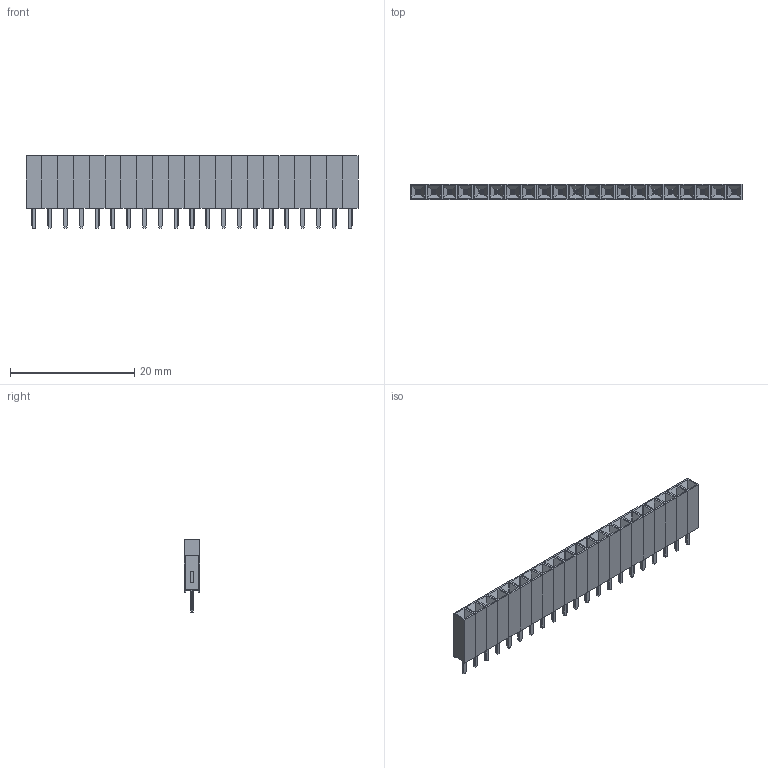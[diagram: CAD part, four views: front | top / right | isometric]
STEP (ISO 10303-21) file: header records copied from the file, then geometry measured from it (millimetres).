
FILE_DESCRIPTION(/* description */ (''),/* implementation_level */ '2;1');
FILE_NAME(/* name */ 'Female Pin Header 01x21.stp',/* time_stamp */ '2019-11-24T12:48:10+01:00',/* author */ ('Bernd das Brot'),/* organization */ (''),/* preprocessor_version */ 'ST-DEVELOPER v18',/* originating_system */ 'Autodesk Inventor 2020',/* authorisation */ '');
FILE_SCHEMA (('AUTOMOTIVE_DESIGN { 1 0 10303 214 3 1 1 }'));
Length unit declared in the file: millimetre
Products named in the file (2): Female Pin Header 01x21; Female Pin Header 1x
Assembly tree (21 placements, depth 2):
  Female Pin Header 01x21
    Female Pin Header 1x  x21
Bounding box: 53.34 x 2.54 x 11.7 mm (x, y, z)
Volume: 594.8 mm3; surface area: 3932.1 mm2
Topology: 21 solids, 21 shells, 3150 faces, 7266 edges, 4116 vertices
Faces by surface type: cylinder 1407, plane 945, sphere 420, torus 294, bspline 84
Entity records: 4653 total; most frequent: CARTESIAN_POINT 831, DIRECTION 828, ORIENTED_EDGE 684, EDGE_CURVE 342, AXIS2_PLACEMENT_3D 321, VERTEX_POINT 196, LINE 186, VECTOR 186
